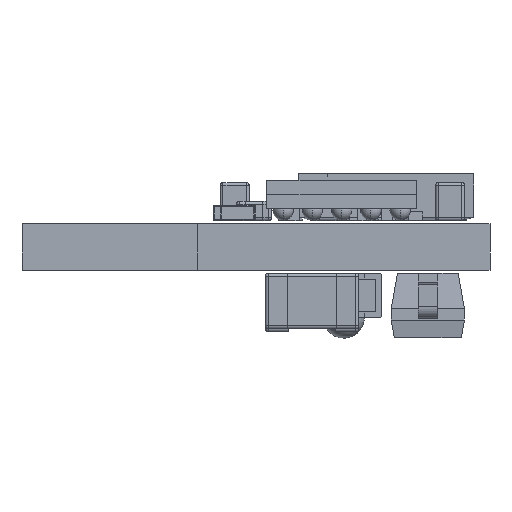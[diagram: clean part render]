
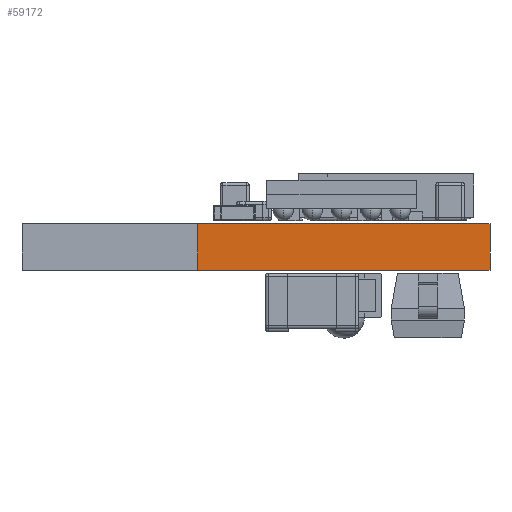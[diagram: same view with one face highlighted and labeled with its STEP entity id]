
A CAD part, front view. The second image highlights one B-rep face of the part: STEP entity #59172.
In plain terms, the highlighted planar face has unit normal (0, -1, 0).
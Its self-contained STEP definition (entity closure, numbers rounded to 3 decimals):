
#58575 = PLANE('',#58576);
#58576 = AXIS2_PLACEMENT_3D('',#58577,#58578,#58579);
#58577 = CARTESIAN_POINT('',(0.,0.,0.8));
#58578 = DIRECTION('',(0.,0.,1.));
#58579 = DIRECTION('',(1.,0.,0.));
#58629 = PLANE('',#58630);
#58630 = AXIS2_PLACEMENT_3D('',#58631,#58632,#58633);
#58631 = CARTESIAN_POINT('',(0.,0.,0.));
#58632 = DIRECTION('',(0.,0.,1.));
#58633 = DIRECTION('',(1.,0.,0.));
#59064 = PLANE('',#59065);
#59065 = AXIS2_PLACEMENT_3D('',#59066,#59067,#59068);
#59066 = CARTESIAN_POINT('',(-3.,-10.5,0.));
#59067 = DIRECTION('',(0.,1.,0.));
#59068 = DIRECTION('',(1.,0.,0.));
#59102 = VERTEX_POINT('',#59103);
#59103 = CARTESIAN_POINT('',(0.,-10.5,0.8));
#59124 = EDGE_CURVE('',#59125,#59102,#59127,.T.);
#59125 = VERTEX_POINT('',#59126);
#59126 = CARTESIAN_POINT('',(0.,-10.5,0.));
#59127 = SURFACE_CURVE('',#59128,(#59132,#59139),.PCURVE_S1.);
#59128 = LINE('',#59129,#59130);
#59129 = CARTESIAN_POINT('',(0.,-10.5,0.));
#59130 = VECTOR('',#59131,1.);
#59131 = DIRECTION('',(0.,0.,1.));
#59132 = PCURVE('',#59064,#59133);
#59133 = DEFINITIONAL_REPRESENTATION('',(#59134),#59138);
#59134 = LINE('',#59135,#59136);
#59135 = CARTESIAN_POINT('',(3.,0.));
#59136 = VECTOR('',#59137,1.);
#59137 = DIRECTION('',(0.,-1.));
#59138 = ( GEOMETRIC_REPRESENTATION_CONTEXT(2) 
PARAMETRIC_REPRESENTATION_CONTEXT() REPRESENTATION_CONTEXT('2D SPACE',''
  ) );
#59139 = PCURVE('',#59140,#59145);
#59140 = PLANE('',#59141);
#59141 = AXIS2_PLACEMENT_3D('',#59142,#59143,#59144);
#59142 = CARTESIAN_POINT('',(0.,-10.5,0.));
#59143 = DIRECTION('',(0.,1.,0.));
#59144 = DIRECTION('',(1.,0.,0.));
#59145 = DEFINITIONAL_REPRESENTATION('',(#59146),#59150);
#59146 = LINE('',#59147,#59148);
#59147 = CARTESIAN_POINT('',(0.,0.));
#59148 = VECTOR('',#59149,1.);
#59149 = DIRECTION('',(0.,-1.));
#59150 = ( GEOMETRIC_REPRESENTATION_CONTEXT(2) 
PARAMETRIC_REPRESENTATION_CONTEXT() REPRESENTATION_CONTEXT('2D SPACE',''
  ) );
#59172 = ADVANCED_FACE('',(#59173),#59140,.F.);
#59173 = FACE_BOUND('',#59174,.F.);
#59174 = EDGE_LOOP('',(#59175,#59176,#59199,#59227));
#59175 = ORIENTED_EDGE('',*,*,#59124,.T.);
#59176 = ORIENTED_EDGE('',*,*,#59177,.T.);
#59177 = EDGE_CURVE('',#59102,#59178,#59180,.T.);
#59178 = VERTEX_POINT('',#59179);
#59179 = CARTESIAN_POINT('',(5.,-10.5,0.8));
#59180 = SURFACE_CURVE('',#59181,(#59185,#59192),.PCURVE_S1.);
#59181 = LINE('',#59182,#59183);
#59182 = CARTESIAN_POINT('',(0.,-10.5,0.8));
#59183 = VECTOR('',#59184,1.);
#59184 = DIRECTION('',(1.,0.,0.));
#59185 = PCURVE('',#59140,#59186);
#59186 = DEFINITIONAL_REPRESENTATION('',(#59187),#59191);
#59187 = LINE('',#59188,#59189);
#59188 = CARTESIAN_POINT('',(0.,-0.8));
#59189 = VECTOR('',#59190,1.);
#59190 = DIRECTION('',(1.,0.));
#59191 = ( GEOMETRIC_REPRESENTATION_CONTEXT(2) 
PARAMETRIC_REPRESENTATION_CONTEXT() REPRESENTATION_CONTEXT('2D SPACE',''
  ) );
#59192 = PCURVE('',#58575,#59193);
#59193 = DEFINITIONAL_REPRESENTATION('',(#59194),#59198);
#59194 = LINE('',#59195,#59196);
#59195 = CARTESIAN_POINT('',(0.,-10.5));
#59196 = VECTOR('',#59197,1.);
#59197 = DIRECTION('',(1.,0.));
#59198 = ( GEOMETRIC_REPRESENTATION_CONTEXT(2) 
PARAMETRIC_REPRESENTATION_CONTEXT() REPRESENTATION_CONTEXT('2D SPACE',''
  ) );
#59199 = ORIENTED_EDGE('',*,*,#59200,.F.);
#59200 = EDGE_CURVE('',#59201,#59178,#59203,.T.);
#59201 = VERTEX_POINT('',#59202);
#59202 = CARTESIAN_POINT('',(5.,-10.5,0.));
#59203 = SURFACE_CURVE('',#59204,(#59208,#59215),.PCURVE_S1.);
#59204 = LINE('',#59205,#59206);
#59205 = CARTESIAN_POINT('',(5.,-10.5,0.));
#59206 = VECTOR('',#59207,1.);
#59207 = DIRECTION('',(0.,0.,1.));
#59208 = PCURVE('',#59140,#59209);
#59209 = DEFINITIONAL_REPRESENTATION('',(#59210),#59214);
#59210 = LINE('',#59211,#59212);
#59211 = CARTESIAN_POINT('',(5.,0.));
#59212 = VECTOR('',#59213,1.);
#59213 = DIRECTION('',(0.,-1.));
#59214 = ( GEOMETRIC_REPRESENTATION_CONTEXT(2) 
PARAMETRIC_REPRESENTATION_CONTEXT() REPRESENTATION_CONTEXT('2D SPACE',''
  ) );
#59215 = PCURVE('',#59216,#59221);
#59216 = PLANE('',#59217);
#59217 = AXIS2_PLACEMENT_3D('',#59218,#59219,#59220);
#59218 = CARTESIAN_POINT('',(5.,-10.5,0.));
#59219 = DIRECTION('',(-1.,0.,0.));
#59220 = DIRECTION('',(0.,1.,0.));
#59221 = DEFINITIONAL_REPRESENTATION('',(#59222),#59226);
#59222 = LINE('',#59223,#59224);
#59223 = CARTESIAN_POINT('',(0.,0.));
#59224 = VECTOR('',#59225,1.);
#59225 = DIRECTION('',(0.,-1.));
#59226 = ( GEOMETRIC_REPRESENTATION_CONTEXT(2) 
PARAMETRIC_REPRESENTATION_CONTEXT() REPRESENTATION_CONTEXT('2D SPACE',''
  ) );
#59227 = ORIENTED_EDGE('',*,*,#59228,.F.);
#59228 = EDGE_CURVE('',#59125,#59201,#59229,.T.);
#59229 = SURFACE_CURVE('',#59230,(#59234,#59241),.PCURVE_S1.);
#59230 = LINE('',#59231,#59232);
#59231 = CARTESIAN_POINT('',(0.,-10.5,0.));
#59232 = VECTOR('',#59233,1.);
#59233 = DIRECTION('',(1.,0.,0.));
#59234 = PCURVE('',#59140,#59235);
#59235 = DEFINITIONAL_REPRESENTATION('',(#59236),#59240);
#59236 = LINE('',#59237,#59238);
#59237 = CARTESIAN_POINT('',(0.,0.));
#59238 = VECTOR('',#59239,1.);
#59239 = DIRECTION('',(1.,0.));
#59240 = ( GEOMETRIC_REPRESENTATION_CONTEXT(2) 
PARAMETRIC_REPRESENTATION_CONTEXT() REPRESENTATION_CONTEXT('2D SPACE',''
  ) );
#59241 = PCURVE('',#58629,#59242);
#59242 = DEFINITIONAL_REPRESENTATION('',(#59243),#59247);
#59243 = LINE('',#59244,#59245);
#59244 = CARTESIAN_POINT('',(0.,-10.5));
#59245 = VECTOR('',#59246,1.);
#59246 = DIRECTION('',(1.,0.));
#59247 = ( GEOMETRIC_REPRESENTATION_CONTEXT(2) 
PARAMETRIC_REPRESENTATION_CONTEXT() REPRESENTATION_CONTEXT('2D SPACE',''
  ) );
